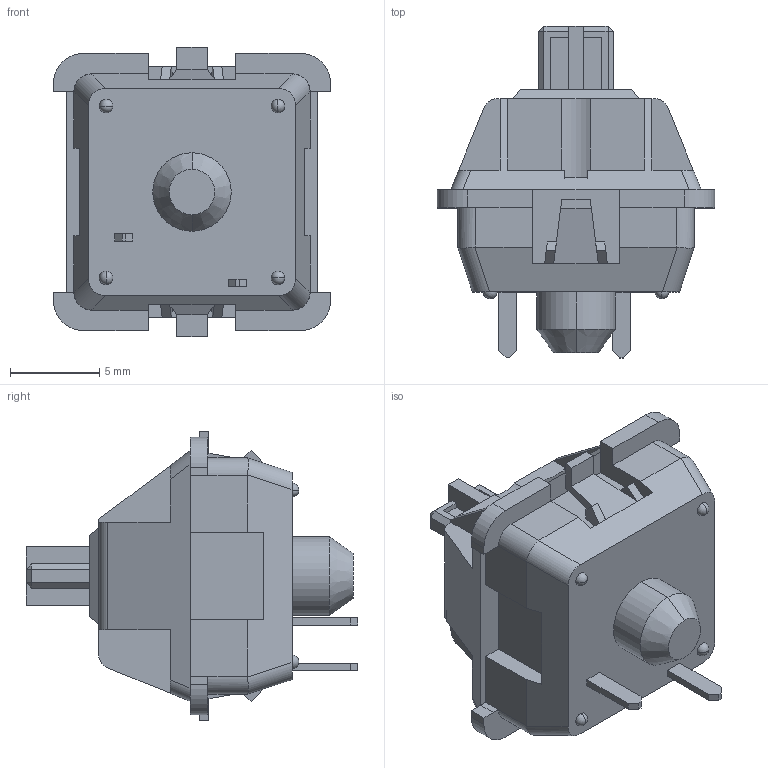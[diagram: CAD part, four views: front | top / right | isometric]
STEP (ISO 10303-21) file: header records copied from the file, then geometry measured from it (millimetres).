
FILE_DESCRIPTION (( 'STEP AP214' ), '1' );
FILE_NAME ('MX1A-11NN.STEP', '2023-11-13T15:24:15', ( '' ), ( '' ), 'SwSTEP 2.0', 'SolidWorks 2021', '' );
FILE_SCHEMA (( 'AUTOMOTIVE_DESIGN' ));
Length unit declared in the file: inch
Products named in the file (1): MX1A-11NN
Bounding box: 15.49 x 18.54 x 16.19 mm (x, y, z)
Volume: 1536.8 mm3; surface area: 1574.6 mm2
Topology: 5 solids, 5 shells, 218 faces, 594 edges, 384 vertices
Faces by surface type: plane 186, cylinder 22, sphere 8, cone 2
Entity records: 6706 total; most frequent: CARTESIAN_POINT 1245, ORIENTED_EDGE 1156, DIRECTION 1036, EDGE_CURVE 578, VECTOR 510, LINE 510, VERTEX_POINT 376, AXIS2_PLACEMENT_3D 263
